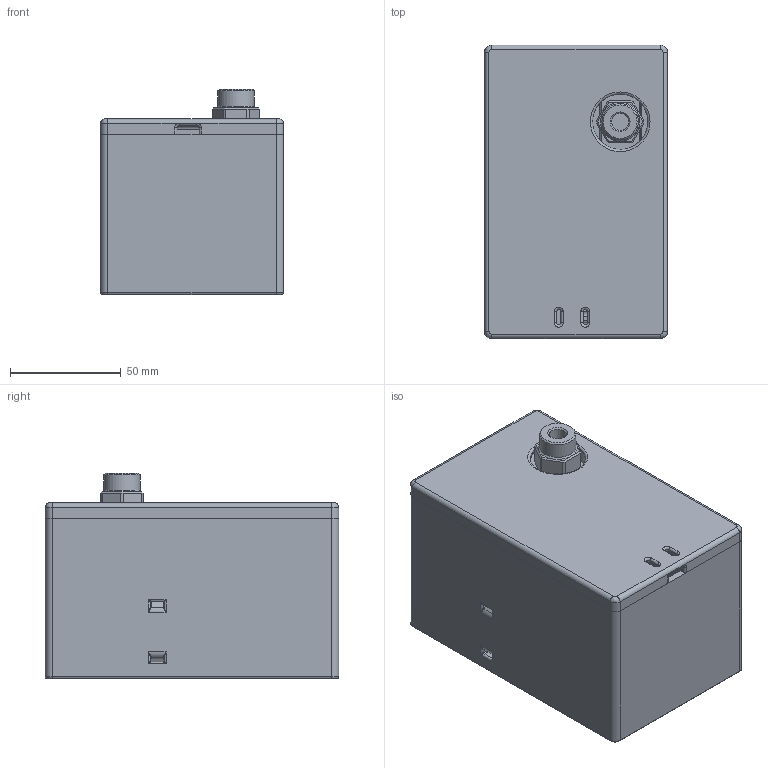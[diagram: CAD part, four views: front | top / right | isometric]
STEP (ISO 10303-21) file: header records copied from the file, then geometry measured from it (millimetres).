
FILE_DESCRIPTION(/* description */ (''),/* implementation_level */ '2;1');
FILE_NAME(/* name */ 'electronics box 2 v19.step',/* time_stamp */ '2018-06-02T14:15:11-07:00',/* author */ ('Automata-Development'),/* organization */ (''),/* preprocessor_version */ 'ST-DEVELOPER v17',/* originating_system */ 'Autodesk Translation Framework v7.1.0.215',/* authorisation */ '');
FILE_SCHEMA (('AUTOMOTIVE_DESIGN { 1 0 10303 214 3 1 1 }'));
Products named in the file (16): electronics box 2; pump; pump motor; pump body; TOWER PRO MG-995, ANALOG SERVO; TOWER PRO MG-995, ANALOG SERVO, BODY, BOTTOM; TOWER PRO MG-995, ANALOG SERVO, BODY, MIDDLE; TOWER PRO MG-995, ANALOG SERVO, BODY, TOP; TOWER PRO MG-995, ANALOG SERVO, CONNECTOR; TOWER PRO MG-995, ANALOG SERVO, CONNECTOR (1); TOWER PRO MG-995, ANALOG SERVO, CONNECTOR (2); TOWER PRO MG-995, ANALOG SERVO, CONNECTOR (3); TOWER PRO MG-995, ANALOG SERVO, SHAFT; TOWER PRO MG-995, ANALOG SERVO, HORN; pan cross head_am_B18.6.7M - M2 x 0; air valve
Assembly tree (18 placements, depth 3):
  electronics box 2
    pump
      pump motor
      pump body
    TOWER PRO MG-995, ANALOG SERVO
      TOWER PRO MG-995, ANALOG SERVO, BODY, BOTTOM
      TOWER PRO MG-995, ANALOG SERVO, BODY, MIDDLE
      TOWER PRO MG-995, ANALOG SERVO, BODY, TOP
      TOWER PRO MG-995, ANALOG SERVO, CONNECTOR
      TOWER PRO MG-995, ANALOG SERVO, CONNECTOR (1)
      TOWER PRO MG-995, ANALOG SERVO, CONNECTOR (2)
      TOWER PRO MG-995, ANALOG SERVO, CONNECTOR (3)
      TOWER PRO MG-995, ANALOG SERVO, SHAFT
      TOWER PRO MG-995, ANALOG SERVO, HORN
      pan cross head_am_B18.6.7M - M2 x 0  x4
    air valve
Bounding box: 82.64 x 132.6 x 92.7 mm (x, y, z)
Volume: 464204.2 mm3; surface area: 159345 mm2
Topology: 22 solids, 22 shells, 1480 faces, 3692 edges, 2210 vertices
Faces by surface type: plane 593, cylinder 473, bspline 161, torus 148, cone 78, sphere 27
Full cylindrical faces by diameter (mm): 1 x4, 1.2 x3, 1.4 x6, 1.6 x1, 2 x4, 2.2 x4, 2.381 x2, 2.8 x1, 4 x4, 4.153 x2, 4.699 x1, 5.08 x4, 5.3 x1, 5.75 x1, 6 x1, 6.35 x2, 6.75 x1, 7.62 x1, 8.5 x1, 8.75 x1, 9.652 x1, 11.2 x1, 12.8 x1, 16.51 x1, 25 x1, 35.56 x1
Entity records: 51045 total; most frequent: CARTESIAN_POINT 16363, DIRECTION 7173, ORIENTED_EDGE 7008, EDGE_CURVE 3504, AXIS2_PLACEMENT_3D 2731, VERTEX_POINT 2132, LINE 1711, VECTOR 1711
